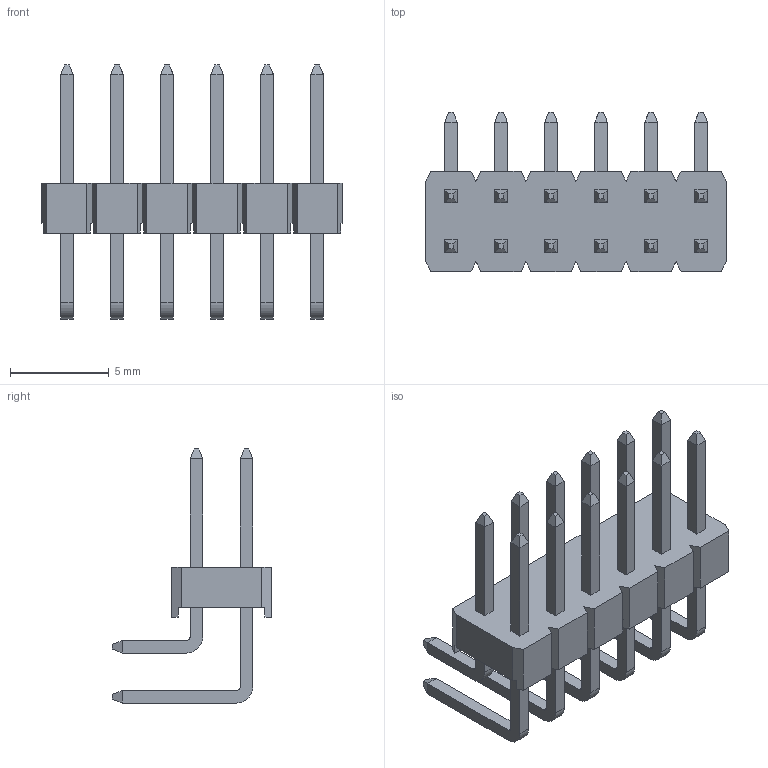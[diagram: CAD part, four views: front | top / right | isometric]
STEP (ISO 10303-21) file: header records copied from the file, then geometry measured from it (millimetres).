
FILE_DESCRIPTION(('STEP AP214'),'1');
FILE_NAME('65801.stp','2016-05-24T16:18:20',('TraceParts'),('TraceParts S.A.'),'Spatial InterOp 3D',' ',' ');
FILE_SCHEMA(('automotive_design'));
Length unit declared in the file: millimetre
Products named in the file (13): Assem1|NAUO1#6130xx21021_PIN;6130xx21021_PIN; Assem1|NAUO2#6130xx21021_PIN;6130xx21021_PIN; Assem1|NAUO3#6130xx21021_PIN;6130xx21021_PIN; Assem1|NAUO4#6130xx21021_PIN;6130xx21021_PIN; Assem1|NAUO5#6130xx21021_PIN;6130xx21021_PIN; Assem1|NAUO6#6130xx21021_PIN;6130xx21021_PIN; Assem1|NAUO7#6130xx21021_PIN_G;6130xx21021_PIN_G; Assem1|NAUO8#6130xx21021_PIN_G;6130xx21021_PIN_G; Assem1|NAUO9#6130xx21021_PIN_G;6130xx21021_PIN_G; Assem1|NAUO10#6130xx21021_PIN_G;6130xx21021_PIN_G; Assem1|NAUO11#6130xx21021_PIN_G;6130xx21021_PIN_G; Assem1|NAUO12#6130xx21021_PIN_G;6130xx21021_PIN_G; Assem1|NAUO13#61301221021;61301221021
Bounding box: 15.24 x 8.08 x 12.9 mm (x, y, z)
Volume: 228.6 mm3; surface area: 833.9 mm2
Topology: 13 solids, 13 shells, 328 faces, 810 edges, 508 vertices
Faces by surface type: plane 304, cylinder 24
Entity records: 12282 total; most frequent: CARTESIAN_POINT 1659, ORIENTED_EDGE 1620, DIRECTION 1540, EDGE_CURVE 810, LINE 762, VECTOR 762, VERTEX_POINT 508, AXIS2_PLACEMENT_3D 389
